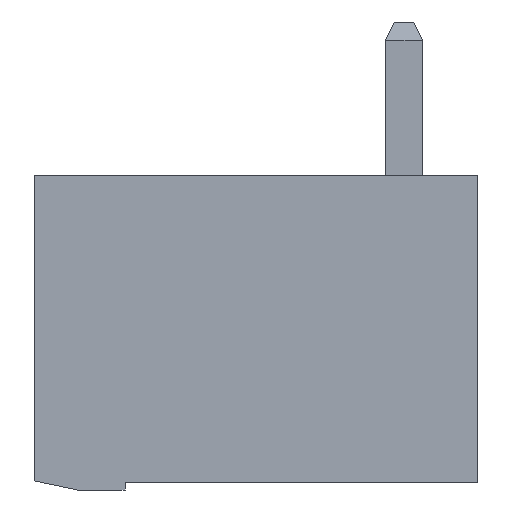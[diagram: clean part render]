
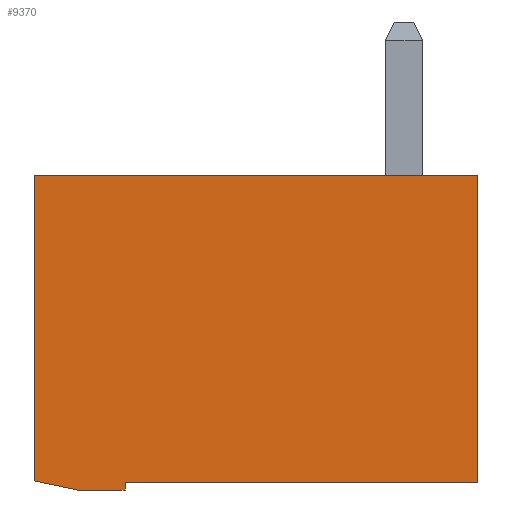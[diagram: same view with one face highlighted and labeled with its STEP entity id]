
A CAD part, left-side view. The second image highlights one B-rep face of the part: STEP entity #9370.
In plain terms, the highlighted planar face has unit normal (-1, 0, 0).
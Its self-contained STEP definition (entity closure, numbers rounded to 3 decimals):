
#195 = DIRECTION ( 'NONE',  ( -1., 0., 0. ) ) ;
#365 = VERTEX_POINT ( 'NONE', #2559 ) ;
#639 = ORIENTED_EDGE ( 'NONE', *, *, #8867, .F. ) ;
#836 = DIRECTION ( 'NONE',  ( 0., 0.979, 0.205 ) ) ;
#1112 = VECTOR ( 'NONE', #2523, 1000. ) ;
#1822 = CARTESIAN_POINT ( 'NONE',  ( -38.6, 10.5, -3.205 ) ) ;
#2152 = CARTESIAN_POINT ( 'NONE',  ( -38.6, 10.5, -3.205 ) ) ;
#2343 = LINE ( 'NONE', #2152, #14340 ) ;
#2359 = CARTESIAN_POINT ( 'NONE',  ( -38.6, 8.04, -3.45 ) ) ;
#2523 = DIRECTION ( 'NONE',  ( 0., -1., 0. ) ) ;
#2559 = CARTESIAN_POINT ( 'NONE',  ( -38.6, -1.5, -3.25 ) ) ;
#2921 = FACE_OUTER_BOUND ( 'NONE', #8034, .T. ) ;
#3245 = CARTESIAN_POINT ( 'NONE',  ( -38.6, 8.04, -3.45 ) ) ;
#3574 = CARTESIAN_POINT ( 'NONE',  ( -38.6, 8.04, -3.25 ) ) ;
#3934 = VECTOR ( 'NONE', #18911, 1000. ) ;
#4703 = CARTESIAN_POINT ( 'NONE',  ( -38.6, 10.5, 5.05 ) ) ;
#5720 = VECTOR ( 'NONE', #8155, 1000. ) ;
#5896 = VERTEX_POINT ( 'NONE', #4703 ) ;
#6116 = VERTEX_POINT ( 'NONE', #3245 ) ;
#6203 = EDGE_CURVE ( 'NONE', #10645, #19131, #2343, .T. ) ;
#6668 = DIRECTION ( 'NONE',  ( 0., 0., 1. ) ) ;
#7038 = EDGE_CURVE ( 'NONE', #365, #10267, #17106, .T. ) ;
#7710 = ORIENTED_EDGE ( 'NONE', *, *, #10210, .F. ) ;
#8034 = EDGE_LOOP ( 'NONE', ( #639, #9327, #10829, #18572, #14030, #16760, #7710 ) ) ;
#8065 = VECTOR ( 'NONE', #14054, 1000. ) ;
#8155 = DIRECTION ( 'NONE',  ( 0., 1., 0. ) ) ;
#8334 = LINE ( 'NONE', #12617, #13893 ) ;
#8867 = EDGE_CURVE ( 'NONE', #5896, #10844, #14397, .T. ) ;
#9327 = ORIENTED_EDGE ( 'NONE', *, *, #10246, .F. ) ;
#9370 = ADVANCED_FACE ( 'NONE', ( #2921 ), #17035, .T. ) ;
#9710 = CARTESIAN_POINT ( 'NONE',  ( -38.6, 9.327, -3.45 ) ) ;
#9971 = CARTESIAN_POINT ( 'NONE',  ( -38.6, 10.5, 5.05 ) ) ;
#10210 = EDGE_CURVE ( 'NONE', #10844, #365, #8334, .T. ) ;
#10246 = EDGE_CURVE ( 'NONE', #19131, #5896, #11135, .T. ) ;
#10267 = VERTEX_POINT ( 'NONE', #17789 ) ;
#10645 = VERTEX_POINT ( 'NONE', #9710 ) ;
#10829 = ORIENTED_EDGE ( 'NONE', *, *, #6203, .F. ) ;
#10844 = VERTEX_POINT ( 'NONE', #15549 ) ;
#11135 = LINE ( 'NONE', #14075, #12640 ) ;
#11676 = EDGE_CURVE ( 'NONE', #10267, #6116, #17094, .T. ) ;
#12516 = DIRECTION ( 'NONE',  ( 0., 0., 1. ) ) ;
#12617 = CARTESIAN_POINT ( 'NONE',  ( -38.6, -1.5, -3.25 ) ) ;
#12640 = VECTOR ( 'NONE', #12516, 1000. ) ;
#13250 = LINE ( 'NONE', #14715, #3934 ) ;
#13893 = VECTOR ( 'NONE', #14354, 1000. ) ;
#14030 = ORIENTED_EDGE ( 'NONE', *, *, #11676, .F. ) ;
#14054 = DIRECTION ( 'NONE',  ( 0., 0., -1. ) ) ;
#14075 = CARTESIAN_POINT ( 'NONE',  ( -38.6, 10.5, -2.705 ) ) ;
#14340 = VECTOR ( 'NONE', #836, 1000. ) ;
#14354 = DIRECTION ( 'NONE',  ( 0., 0., -1. ) ) ;
#14397 = LINE ( 'NONE', #9971, #1112 ) ;
#14715 = CARTESIAN_POINT ( 'NONE',  ( -38.6, 9.327, -3.45 ) ) ;
#15456 = CARTESIAN_POINT ( 'NONE',  ( -38.6, -1.5, 5.05 ) ) ;
#15549 = CARTESIAN_POINT ( 'NONE',  ( -38.6, -1.5, 5.05 ) ) ;
#16004 = AXIS2_PLACEMENT_3D ( 'NONE', #15456, #195, #6668 ) ;
#16760 = ORIENTED_EDGE ( 'NONE', *, *, #7038, .F. ) ;
#17035 = PLANE ( 'NONE',  #16004 ) ;
#17094 = LINE ( 'NONE', #2359, #8065 ) ;
#17106 = LINE ( 'NONE', #3574, #5720 ) ;
#17789 = CARTESIAN_POINT ( 'NONE',  ( -38.6, 8.04, -3.25 ) ) ;
#18572 = ORIENTED_EDGE ( 'NONE', *, *, #18966, .F. ) ;
#18911 = DIRECTION ( 'NONE',  ( 0., 1., 0. ) ) ;
#18966 = EDGE_CURVE ( 'NONE', #6116, #10645, #13250, .T. ) ;
#19131 = VERTEX_POINT ( 'NONE', #1822 ) ;
